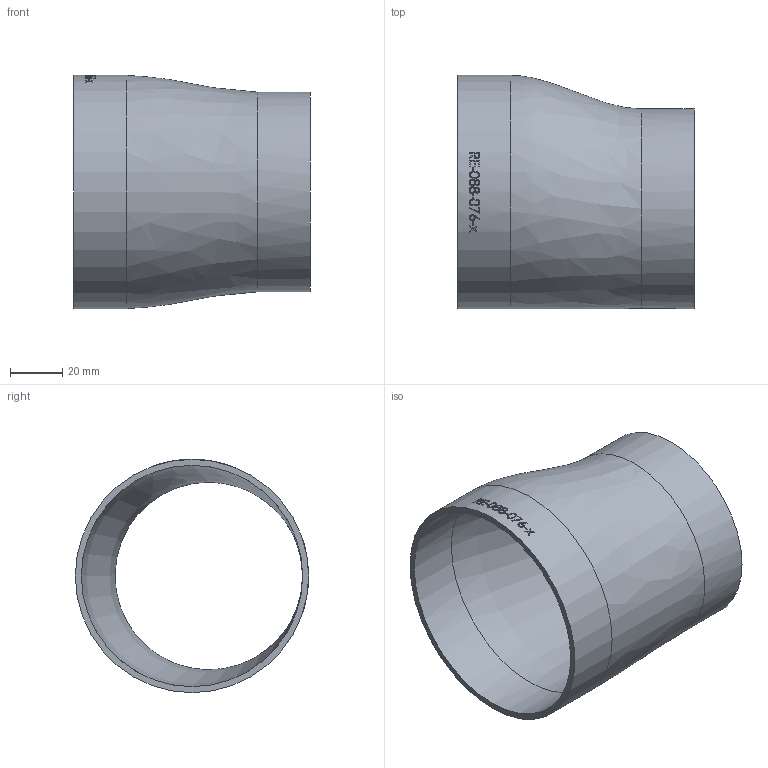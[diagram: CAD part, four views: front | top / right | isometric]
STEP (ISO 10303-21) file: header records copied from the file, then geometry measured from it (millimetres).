
FILE_DESCRIPTION (( 'STEP AP214' ), '1' );
FILE_NAME ('RE-088-076-x Reduzierung Exzenter 88,9x76,1x2,3x2,3 BL90 2101.STEP', '2021-01-02T11:54:30', ( '' ), ( '' ), 'SwSTEP 2.0', 'SolidWorks 2019', '' );
FILE_SCHEMA (( 'AUTOMOTIVE_DESIGN' ));
Length unit declared in the file: millimetre
Products named in the file (1): RE-088-076-x Reduzierung Exzenter 88,9x76,1x2,3x2,3 BL90 2101
Bounding box: 90 x 88.9 x 88.9 mm (x, y, z)
Volume: 53193.4 mm3; surface area: 46878.8 mm2
Topology: 1 solids, 1 shells, 151 faces, 390 edges, 260 vertices
Faces by surface type: bspline 85, plane 41, cylinder 25
Full cylindrical faces by diameter (mm): 71.5 x1, 76.1 x1, 84.3 x1, 88.9 x1
Entity records: 18817 total; most frequent: CARTESIAN_POINT 14424, ORIENTED_EDGE 748, EDGE_CURVE 374, DIRECTION 297, B_SPLINE_CURVE_WITH_KNOTS 260, VERTEX_POINT 252, EDGE_LOOP 178, FACE_OUTER_BOUND 156
